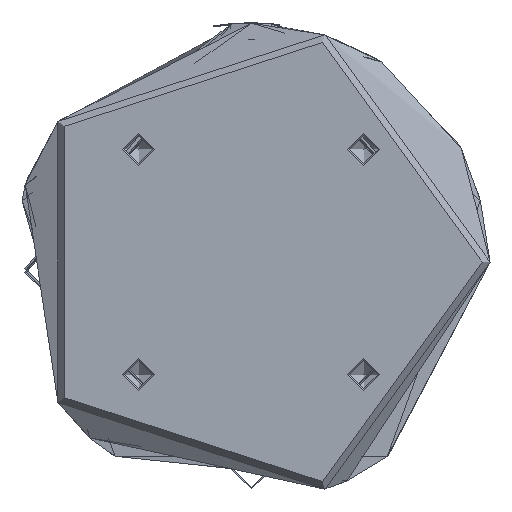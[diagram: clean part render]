
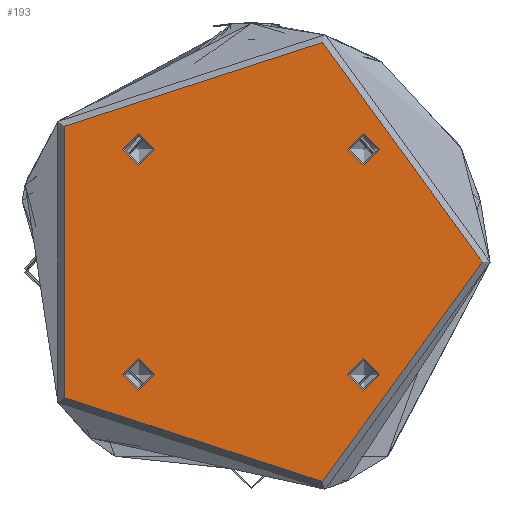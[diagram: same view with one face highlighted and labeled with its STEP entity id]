
A CAD part, front view. The second image highlights one B-rep face of the part: STEP entity #193.
In plain terms, the highlighted face is planar.
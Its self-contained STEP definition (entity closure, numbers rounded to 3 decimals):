
#51 = EDGE_CURVE ( 'NONE', #4955, #4955, #4732, .T. ) ;
#101 = AXIS2_PLACEMENT_3D ( 'NONE', #2821, #247, #3257 ) ;
#103 = EDGE_CURVE ( 'NONE', #4640, #4640, #4406, .T. ) ;
#193 = ADVANCED_FACE ( 'NONE', ( #4222, #1146, #4939, #4211, #1317 ), #5356, .F. ) ;
#247 = DIRECTION ( 'NONE',  ( 0., 0., 1. ) ) ;
#250 = CARTESIAN_POINT ( 'NONE',  ( 0., 0., 0. ) ) ;
#304 = DIRECTION ( 'NONE',  ( 1., 0., 0. ) ) ;
#570 = CARTESIAN_POINT ( 'NONE',  ( 0., 0., 0. ) ) ;
#606 = DIRECTION ( 'NONE',  ( 0., 0., 1. ) ) ;
#687 = DIRECTION ( 'NONE',  ( -1., 0., 0. ) ) ;
#771 = ORIENTED_EDGE ( 'NONE', *, *, #51, .T. ) ;
#1009 = DIRECTION ( 'NONE',  ( 1., 0., 0. ) ) ;
#1146 = FACE_BOUND ( 'NONE', #2052, .T. ) ;
#1219 = EDGE_CURVE ( 'NONE', #4307, #4307, #5448, .T. ) ;
#1300 = EDGE_LOOP ( 'NONE', ( #4153 ) ) ;
#1317 = FACE_OUTER_BOUND ( 'NONE', #1837, .T. ) ;
#1837 = EDGE_LOOP ( 'NONE', ( #771 ) ) ;
#1859 = CARTESIAN_POINT ( 'NONE',  ( -35.355, 35.355, 0. ) ) ;
#1933 = AXIS2_PLACEMENT_3D ( 'NONE', #250, #3263, #687 ) ;
#2052 = EDGE_LOOP ( 'NONE', ( #4449 ) ) ;
#2283 = DIRECTION ( 'NONE',  ( 1., 0., 0. ) ) ;
#2333 = CARTESIAN_POINT ( 'NONE',  ( 72.5, 0., 0. ) ) ;
#2433 = EDGE_CURVE ( 'NONE', #4178, #4178, #4531, .T. ) ;
#2542 = CIRCLE ( 'NONE', #2973, 5.025 ) ;
#2821 = CARTESIAN_POINT ( 'NONE',  ( 35.355, 35.355, 0. ) ) ;
#2887 = DIRECTION ( 'NONE',  ( 0., 0., 1. ) ) ;
#2973 = AXIS2_PLACEMENT_3D ( 'NONE', #5417, #2887, #304 ) ;
#3175 = AXIS2_PLACEMENT_3D ( 'NONE', #570, #3568, #1009 ) ;
#3181 = CARTESIAN_POINT ( 'NONE',  ( 35.355, -35.355, 0. ) ) ;
#3188 = CARTESIAN_POINT ( 'NONE',  ( 40.38, -35.355, 0. ) ) ;
#3213 = CARTESIAN_POINT ( 'NONE',  ( -30.33, 35.355, 0. ) ) ;
#3257 = DIRECTION ( 'NONE',  ( 1., 0., 0. ) ) ;
#3263 = DIRECTION ( 'NONE',  ( 0., 0., -1. ) ) ;
#3568 = DIRECTION ( 'NONE',  ( 0., 0., 1. ) ) ;
#3617 = DIRECTION ( 'NONE',  ( 1., 0., 0. ) ) ;
#3706 = VERTEX_POINT ( 'NONE', #4095 ) ;
#4073 = CARTESIAN_POINT ( 'NONE',  ( 40.38, 35.355, 0. ) ) ;
#4095 = CARTESIAN_POINT ( 'NONE',  ( -30.33, -35.355, 0. ) ) ;
#4153 = ORIENTED_EDGE ( 'NONE', *, *, #103, .F. ) ;
#4178 = VERTEX_POINT ( 'NONE', #4073 ) ;
#4192 = AXIS2_PLACEMENT_3D ( 'NONE', #1859, #4828, #2283 ) ;
#4211 = FACE_BOUND ( 'NONE', #4542, .T. ) ;
#4222 = FACE_BOUND ( 'NONE', #4736, .T. ) ;
#4307 = VERTEX_POINT ( 'NONE', #3213 ) ;
#4406 = CIRCLE ( 'NONE', #4874, 5.025 ) ;
#4449 = ORIENTED_EDGE ( 'NONE', *, *, #2433, .F. ) ;
#4531 = CIRCLE ( 'NONE', #101, 5.025 ) ;
#4542 = EDGE_LOOP ( 'NONE', ( #5288 ) ) ;
#4640 = VERTEX_POINT ( 'NONE', #3188 ) ;
#4732 = CIRCLE ( 'NONE', #3175, 72.5 ) ;
#4736 = EDGE_LOOP ( 'NONE', ( #5303 ) ) ;
#4828 = DIRECTION ( 'NONE',  ( 0., 0., 1. ) ) ;
#4874 = AXIS2_PLACEMENT_3D ( 'NONE', #3181, #606, #3617 ) ;
#4939 = FACE_BOUND ( 'NONE', #1300, .T. ) ;
#4947 = EDGE_CURVE ( 'NONE', #3706, #3706, #2542, .T. ) ;
#4955 = VERTEX_POINT ( 'NONE', #2333 ) ;
#5288 = ORIENTED_EDGE ( 'NONE', *, *, #4947, .F. ) ;
#5303 = ORIENTED_EDGE ( 'NONE', *, *, #1219, .F. ) ;
#5356 = PLANE ( 'NONE',  #1933 ) ;
#5417 = CARTESIAN_POINT ( 'NONE',  ( -35.355, -35.355, 0. ) ) ;
#5448 = CIRCLE ( 'NONE', #4192, 5.025 ) ;
